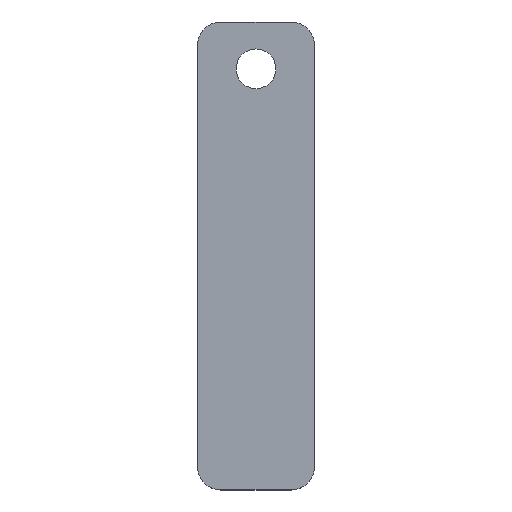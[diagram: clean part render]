
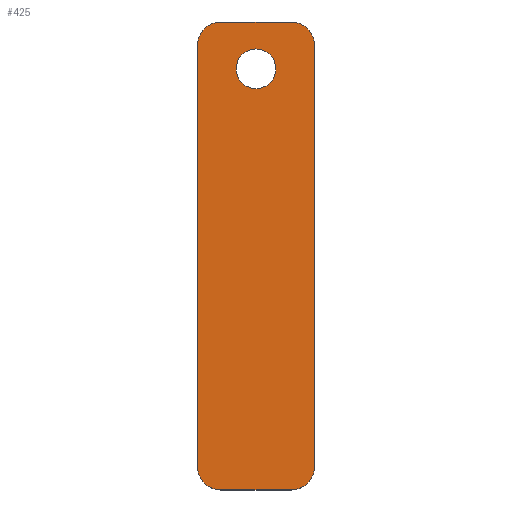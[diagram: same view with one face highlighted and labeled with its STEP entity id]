
A CAD part, top view. The second image highlights one B-rep face of the part: STEP entity #425.
In plain terms, the highlighted planar face has unit normal (0, 0, 1).
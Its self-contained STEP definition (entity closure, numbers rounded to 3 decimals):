
#4 = ORIENTED_EDGE ( 'NONE', *, *, #416, .F. ) ;
#7 = ORIENTED_EDGE ( 'NONE', *, *, #94, .F. ) ;
#36 = EDGE_CURVE ( 'NONE', #437, #424, #228, .T. ) ;
#52 = EDGE_LOOP ( 'NONE', ( #7, #4 ) ) ;
#91 = VERTEX_POINT ( 'NONE', #114 ) ;
#94 = EDGE_CURVE ( 'NONE', #100, #91, #122, .T. ) ;
#100 = VERTEX_POINT ( 'NONE', #266 ) ;
#104 = CARTESIAN_POINT ( 'NONE',  ( -12.5, -50., 2.3 ) ) ;
#105 = PLANE ( 'NONE',  #106 ) ;
#106 = AXIS2_PLACEMENT_3D ( 'NONE', #104, #108, #107 ) ;
#107 = DIRECTION ( 'NONE',  ( 1., 0., 0. ) ) ;
#108 = DIRECTION ( 'NONE',  ( 0., 0., 1. ) ) ;
#114 = CARTESIAN_POINT ( 'NONE',  ( 4.25, 40., 2.3 ) ) ;
#119 = CARTESIAN_POINT ( 'NONE',  ( 0., 40., 2.3 ) ) ;
#120 = AXIS2_PLACEMENT_3D ( 'NONE', #119, #126, #123 ) ;
#122 = CIRCLE ( 'NONE', #120, 4.25 ) ;
#123 = DIRECTION ( 'NONE',  ( 1., 0., 0. ) ) ;
#126 = DIRECTION ( 'NONE',  ( 0., 0., 1. ) ) ;
#224 = DIRECTION ( 'NONE',  ( 1., 0., 0. ) ) ;
#225 = DIRECTION ( 'NONE',  ( 0., 0., 1. ) ) ;
#226 = CARTESIAN_POINT ( 'NONE',  ( -7.5, 45., 2.3 ) ) ;
#227 = AXIS2_PLACEMENT_3D ( 'NONE', #226, #225, #224 ) ;
#228 = CIRCLE ( 'NONE', #227, 5. ) ;
#266 = CARTESIAN_POINT ( 'NONE',  ( -4.25, 40., 2.3 ) ) ;
#267 = CIRCLE ( 'NONE', #269, 4.25 ) ;
#268 = DIRECTION ( 'NONE',  ( 0., 0., 1. ) ) ;
#269 = AXIS2_PLACEMENT_3D ( 'NONE', #275, #268, #272 ) ;
#272 = DIRECTION ( 'NONE',  ( 1., 0., 0. ) ) ;
#275 = CARTESIAN_POINT ( 'NONE',  ( 0., 40., 2.3 ) ) ;
#277 = FACE_BOUND ( 'NONE', #52, .T. ) ;
#278 = FACE_OUTER_BOUND ( 'NONE', #450, .T. ) ;
#279 = CARTESIAN_POINT ( 'NONE',  ( -12.5, 45., 2.3 ) ) ;
#280 = DIRECTION ( 'NONE',  ( 0., -1., 0. ) ) ;
#281 = VECTOR ( 'NONE', #280, 1000. ) ;
#282 = CARTESIAN_POINT ( 'NONE',  ( -12.5, 50., 2.3 ) ) ;
#283 = LINE ( 'NONE', #282, #281 ) ;
#284 = LINE ( 'NONE', #289, #288 ) ;
#286 = CARTESIAN_POINT ( 'NONE',  ( 12.5, -45., 2.3 ) ) ;
#287 = DIRECTION ( 'NONE',  ( 0., 1., 0. ) ) ;
#288 = VECTOR ( 'NONE', #287, 1000. ) ;
#289 = CARTESIAN_POINT ( 'NONE',  ( 12.5, 50., 2.3 ) ) ;
#295 = CARTESIAN_POINT ( 'NONE',  ( -12.5, -45., 2.3 ) ) ;
#297 = CIRCLE ( 'NONE', #382, 5. ) ;
#354 = DIRECTION ( 'NONE',  ( 1., 0., 0. ) ) ;
#355 = VECTOR ( 'NONE', #354, 1000. ) ;
#356 = CARTESIAN_POINT ( 'NONE',  ( -12.5, -50., 2.3 ) ) ;
#357 = LINE ( 'NONE', #356, #355 ) ;
#379 = DIRECTION ( 'NONE',  ( 1., 0., 0. ) ) ;
#380 = DIRECTION ( 'NONE',  ( 0., 0., 1. ) ) ;
#381 = CARTESIAN_POINT ( 'NONE',  ( 7.5, 45., 2.3 ) ) ;
#382 = AXIS2_PLACEMENT_3D ( 'NONE', #381, #380, #379 ) ;
#383 = CARTESIAN_POINT ( 'NONE',  ( -12.5, 50., 2.3 ) ) ;
#384 = LINE ( 'NONE', #383, #406 ) ;
#385 = DIRECTION ( 'NONE',  ( 1., 0., 0. ) ) ;
#386 = DIRECTION ( 'NONE',  ( 0., 0., 1. ) ) ;
#387 = CARTESIAN_POINT ( 'NONE',  ( -7.5, -45., 2.3 ) ) ;
#388 = AXIS2_PLACEMENT_3D ( 'NONE', #387, #386, #385 ) ;
#389 = CIRCLE ( 'NONE', #388, 5. ) ;
#390 = CARTESIAN_POINT ( 'NONE',  ( 12.5, 45., 2.3 ) ) ;
#391 = DIRECTION ( 'NONE',  ( 1., 0., 0. ) ) ;
#396 = CARTESIAN_POINT ( 'NONE',  ( -7.5, 50., 2.3 ) ) ;
#397 = CARTESIAN_POINT ( 'NONE',  ( 7.5, 50., 2.3 ) ) ;
#403 = CARTESIAN_POINT ( 'NONE',  ( -7.5, -50., 2.3 ) ) ;
#404 = CARTESIAN_POINT ( 'NONE',  ( 7.5, -50., 2.3 ) ) ;
#405 = DIRECTION ( 'NONE',  ( -1., 0., 0. ) ) ;
#406 = VECTOR ( 'NONE', #405, 1000. ) ;
#408 = DIRECTION ( 'NONE',  ( 0., 0., 1. ) ) ;
#409 = CARTESIAN_POINT ( 'NONE',  ( 7.5, -45., 2.3 ) ) ;
#410 = AXIS2_PLACEMENT_3D ( 'NONE', #409, #408, #391 ) ;
#411 = CIRCLE ( 'NONE', #410, 5. ) ;
#416 = EDGE_CURVE ( 'NONE', #91, #100, #267, .T. ) ;
#417 = ORIENTED_EDGE ( 'NONE', *, *, #36, .T. ) ;
#420 = VERTEX_POINT ( 'NONE', #286 ) ;
#421 = ORIENTED_EDGE ( 'NONE', *, *, #422, .T. ) ;
#422 = EDGE_CURVE ( 'NONE', #420, #445, #284, .T. ) ;
#423 = EDGE_CURVE ( 'NONE', #424, #426, #283, .T. ) ;
#424 = VERTEX_POINT ( 'NONE', #279 ) ;
#425 = ADVANCED_FACE ( 'NONE', ( #278, #277 ), #105, .T. ) ;
#426 = VERTEX_POINT ( 'NONE', #295 ) ;
#433 = EDGE_CURVE ( 'NONE', #445, #434, #297, .T. ) ;
#434 = VERTEX_POINT ( 'NONE', #397 ) ;
#435 = ORIENTED_EDGE ( 'NONE', *, *, #433, .T. ) ;
#436 = ORIENTED_EDGE ( 'NONE', *, *, #438, .T. ) ;
#437 = VERTEX_POINT ( 'NONE', #396 ) ;
#438 = EDGE_CURVE ( 'NONE', #434, #437, #384, .T. ) ;
#439 = VERTEX_POINT ( 'NONE', #404 ) ;
#440 = ORIENTED_EDGE ( 'NONE', *, *, #442, .T. ) ;
#441 = VERTEX_POINT ( 'NONE', #403 ) ;
#442 = EDGE_CURVE ( 'NONE', #426, #441, #389, .T. ) ;
#443 = ORIENTED_EDGE ( 'NONE', *, *, #444, .T. ) ;
#444 = EDGE_CURVE ( 'NONE', #439, #420, #411, .T. ) ;
#445 = VERTEX_POINT ( 'NONE', #390 ) ;
#446 = ORIENTED_EDGE ( 'NONE', *, *, #447, .T. ) ;
#447 = EDGE_CURVE ( 'NONE', #441, #439, #357, .T. ) ;
#450 = EDGE_LOOP ( 'NONE', ( #451, #440, #446, #443, #421, #435, #436, #417 ) ) ;
#451 = ORIENTED_EDGE ( 'NONE', *, *, #423, .T. ) ;
